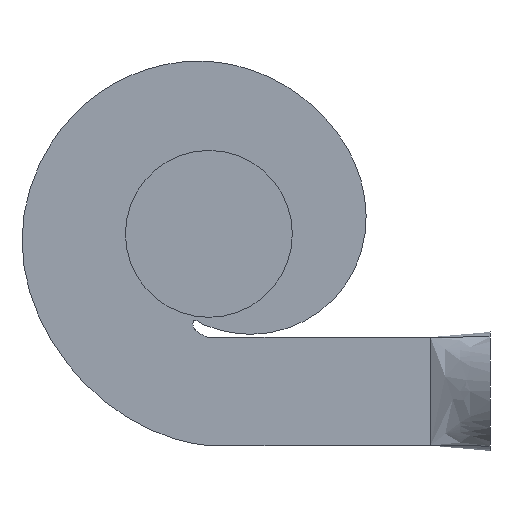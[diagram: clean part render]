
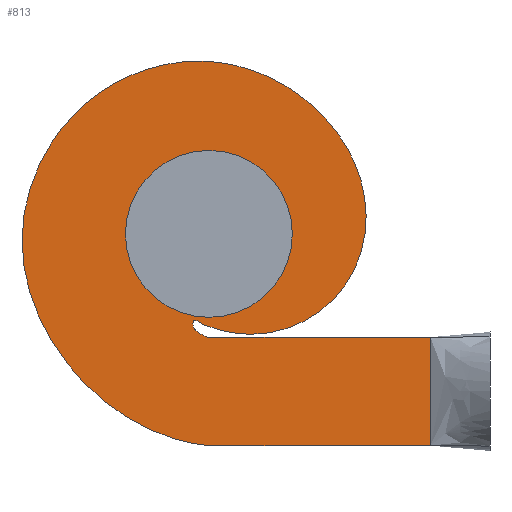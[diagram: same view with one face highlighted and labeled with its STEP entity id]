
A CAD part, front view. The second image highlights one B-rep face of the part: STEP entity #813.
In plain terms, the highlighted planar face has unit normal (0, -1, 0).
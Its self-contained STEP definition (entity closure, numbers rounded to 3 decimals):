
#8 = CARTESIAN_POINT ( 'NONE',  ( 185.556, -20., -86.621 ) ) ;
#15 = CIRCLE ( 'NONE', #346, 69.935 ) ;
#26 = CARTESIAN_POINT ( 'NONE',  ( 35.177, -20., -84.142 ) ) ;
#65 = ORIENTED_EDGE ( 'NONE', *, *, #1562, .F. ) ;
#87 = CARTESIAN_POINT ( 'NONE',  ( 135.646, -20., 37.166 ) ) ;
#142 = CARTESIAN_POINT ( 'NONE',  ( -3.785, -20., -86.329 ) ) ;
#182 = DIRECTION ( 'NONE',  ( -1., 0., 0. ) ) ;
#217 = ORIENTED_EDGE ( 'NONE', *, *, #1640, .T. ) ;
#232 = EDGE_CURVE ( 'NONE', #766, #1929, #636, .T. ) ;
#282 = DIRECTION ( 'NONE',  ( 0., 0., 1. ) ) ;
#335 = EDGE_LOOP ( 'NONE', ( #1969, #2531, #2567, #1854, #988, #675, #217 ) ) ;
#346 = AXIS2_PLACEMENT_3D ( 'NONE', #1279, #1118, #282 ) ;
#362 = EDGE_CURVE ( 'NONE', #766, #577, #782, .T. ) ;
#366 = CARTESIAN_POINT ( 'NONE',  ( 0., -20., -177.5 ) ) ;
#395 = CARTESIAN_POINT ( 'NONE',  ( 130.857, -20., 0. ) ) ;
#417 = DIRECTION ( 'NONE',  ( 0., 1., 0. ) ) ;
#436 = FACE_BOUND ( 'NONE', #1454, .T. ) ;
#465 = LINE ( 'NONE', #2547, #1141 ) ;
#577 = VERTEX_POINT ( 'NONE', #1835 ) ;
#590 = EDGE_CURVE ( 'NONE', #1625, #2151, #997, .T. ) ;
#636 = CIRCLE ( 'NONE', #2132, 96.471 ) ;
#669 = CARTESIAN_POINT ( 'NONE',  ( -0.575, -20., 160.778 ) ) ;
#675 = ORIENTED_EDGE ( 'NONE', *, *, #232, .T. ) ;
#699 = CARTESIAN_POINT ( 'NONE',  ( -118.568, -20., 117.437 ) ) ;
#718 = DIRECTION ( 'NONE',  ( 0., 0., -1. ) ) ;
#766 = VERTEX_POINT ( 'NONE', #2004 ) ;
#782 = B_SPLINE_CURVE_WITH_KNOTS ( 'NONE', 3,
 ( #2618, #1569, #1593, #1958, #1166, #1757, #142, #1972 ),
 .UNSPECIFIED., .F., .F.,
 ( 4, 1, 1, 1, 1, 4 ),
 ( 0., 0.158, 0.389, 0.594, 0.692, 1. ),
 .UNSPECIFIED. ) ;
#813 = ADVANCED_FACE ( 'NONE', ( #436, #1826 ), #2264, .F. ) ;
#926 = DIRECTION ( 'NONE',  ( 0., -1., 0. ) ) ;
#948 = VERTEX_POINT ( 'NONE', #2089 ) ;
#955 = LINE ( 'NONE', #366, #2154 ) ;
#988 = ORIENTED_EDGE ( 'NONE', *, *, #362, .F. ) ;
#997 = B_SPLINE_CURVE_WITH_KNOTS ( 'NONE', 3,
 ( #2297, #87, #2148, #669, #699, #2123, #2134, #1262 ),
 .UNSPECIFIED., .F., .F.,
 ( 4, 1, 1, 1, 1, 4 ),
 ( 0., 0.148, 0.304, 0.467, 0.636, 1. ),
 .UNSPECIFIED. ) ;
#1012 = DIRECTION ( 'NONE',  ( 0., 0., 1. ) ) ;
#1027 = DIRECTION ( 'NONE',  ( 0., 0., 1. ) ) ;
#1040 = CARTESIAN_POINT ( 'NONE',  ( 0., -20., -69.935 ) ) ;
#1098 = DIRECTION ( 'NONE',  ( 0., 0., 1. ) ) ;
#1099 = VERTEX_POINT ( 'NONE', #2471 ) ;
#1118 = DIRECTION ( 'NONE',  ( 0., -1., 0. ) ) ;
#1141 = VECTOR ( 'NONE', #718, 1000. ) ;
#1166 = CARTESIAN_POINT ( 'NONE',  ( -13.471, -20., -79.434 ) ) ;
#1190 = CARTESIAN_POINT ( 'NONE',  ( 0., -20., 0. ) ) ;
#1215 = CIRCLE ( 'NONE', #1828, 69.935 ) ;
#1261 = ORIENTED_EDGE ( 'NONE', *, *, #1443, .F. ) ;
#1262 = CARTESIAN_POINT ( 'NONE',  ( 0., -20., -177.5 ) ) ;
#1279 = CARTESIAN_POINT ( 'NONE',  ( 0., -20., 0. ) ) ;
#1366 = CARTESIAN_POINT ( 'NONE',  ( 0., -20., -177.5 ) ) ;
#1374 = VERTEX_POINT ( 'NONE', #1040 ) ;
#1397 = DIRECTION ( 'NONE',  ( 0., -1., 0. ) ) ;
#1443 = EDGE_CURVE ( 'NONE', #1374, #1099, #1215, .T. ) ;
#1454 = EDGE_LOOP ( 'NONE', ( #65, #1261 ) ) ;
#1541 = EDGE_CURVE ( 'NONE', #2261, #948, #465, .T. ) ;
#1546 = VECTOR ( 'NONE', #2322, 1000. ) ;
#1562 = EDGE_CURVE ( 'NONE', #1099, #1374, #15, .T. ) ;
#1569 = CARTESIAN_POINT ( 'NONE',  ( -1.325, -20., -76.981 ) ) ;
#1577 = CIRCLE ( 'NONE', #1710, 96.471 ) ;
#1593 = CARTESIAN_POINT ( 'NONE',  ( -6.059, -20., -76.378 ) ) ;
#1625 = VERTEX_POINT ( 'NONE', #395 ) ;
#1640 = EDGE_CURVE ( 'NONE', #1929, #1625, #1577, .T. ) ;
#1677 = CARTESIAN_POINT ( 'NONE',  ( 0., -20., 0. ) ) ;
#1700 = LINE ( 'NONE', #2117, #1546 ) ;
#1710 = AXIS2_PLACEMENT_3D ( 'NONE', #2265, #1397, #1027 ) ;
#1757 = CARTESIAN_POINT ( 'NONE',  ( -7.636, -20., -83.293 ) ) ;
#1826 = FACE_OUTER_BOUND ( 'NONE', #335, .T. ) ;
#1828 = AXIS2_PLACEMENT_3D ( 'NONE', #1677, #2019, #1012 ) ;
#1835 = CARTESIAN_POINT ( 'NONE',  ( 0., -20., -86.621 ) ) ;
#1854 = ORIENTED_EDGE ( 'NONE', *, *, #2452, .F. ) ;
#1874 = AXIS2_PLACEMENT_3D ( 'NONE', #1190, #417, #2436 ) ;
#1929 = VERTEX_POINT ( 'NONE', #26 ) ;
#1935 = CARTESIAN_POINT ( 'NONE',  ( 35.177, -20., 12.329 ) ) ;
#1958 = CARTESIAN_POINT ( 'NONE',  ( -14.09, -20., -68.864 ) ) ;
#1969 = ORIENTED_EDGE ( 'NONE', *, *, #590, .T. ) ;
#1972 = CARTESIAN_POINT ( 'NONE',  ( 0., -20., -86.621 ) ) ;
#2004 = CARTESIAN_POINT ( 'NONE',  ( 0., -20., -77.5 ) ) ;
#2019 = DIRECTION ( 'NONE',  ( 0., -1., 0. ) ) ;
#2089 = CARTESIAN_POINT ( 'NONE',  ( 185.556, -20., -177.5 ) ) ;
#2117 = CARTESIAN_POINT ( 'NONE',  ( 0., -20., -86.621 ) ) ;
#2123 = CARTESIAN_POINT ( 'NONE',  ( -194.804, -20., -45.545 ) ) ;
#2132 = AXIS2_PLACEMENT_3D ( 'NONE', #1935, #926, #1098 ) ;
#2134 = CARTESIAN_POINT ( 'NONE',  ( -84.624, -20., -169.599 ) ) ;
#2148 = CARTESIAN_POINT ( 'NONE',  ( 105.903, -20., 107.405 ) ) ;
#2151 = VERTEX_POINT ( 'NONE', #1366 ) ;
#2154 = VECTOR ( 'NONE', #182, 1000. ) ;
#2261 = VERTEX_POINT ( 'NONE', #8 ) ;
#2264 = PLANE ( 'NONE',  #1874 ) ;
#2265 = CARTESIAN_POINT ( 'NONE',  ( 35.177, -20., 12.329 ) ) ;
#2297 = CARTESIAN_POINT ( 'NONE',  ( 130.857, -20., 0. ) ) ;
#2322 = DIRECTION ( 'NONE',  ( 1., 0., 0. ) ) ;
#2436 = DIRECTION ( 'NONE',  ( 0., 0., 1. ) ) ;
#2452 = EDGE_CURVE ( 'NONE', #577, #2261, #1700, .T. ) ;
#2471 = CARTESIAN_POINT ( 'NONE',  ( 0., -20., 69.935 ) ) ;
#2531 = ORIENTED_EDGE ( 'NONE', *, *, #2595, .F. ) ;
#2547 = CARTESIAN_POINT ( 'NONE',  ( 185.556, -20., 0. ) ) ;
#2567 = ORIENTED_EDGE ( 'NONE', *, *, #1541, .F. ) ;
#2595 = EDGE_CURVE ( 'NONE', #948, #2151, #955, .T. ) ;
#2618 = CARTESIAN_POINT ( 'NONE',  ( 0., -20., -77.5 ) ) ;
